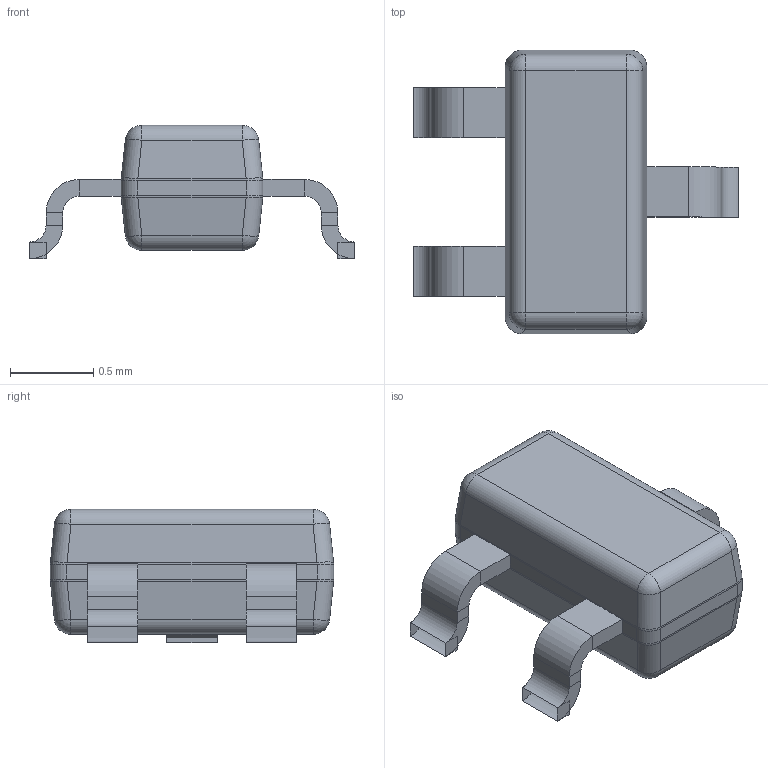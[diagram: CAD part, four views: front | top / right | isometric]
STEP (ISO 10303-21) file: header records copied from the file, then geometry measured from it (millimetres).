
FILE_DESCRIPTION(('Open CASCADE Model'),'2;1');
FILE_NAME('Open CASCADE Shape Model','2017-06-27T22:23:49',('Author'),( 'Open CASCADE'),'Open CASCADE STEP processor 6.8','Open CASCADE 6.8' ,'Unknown');
FILE_SCHEMA(('AUTOMOTIVE_DESIGN { 1 0 10303 214 1 1 1 1 }'));
Length unit declared in the file: millimetre
Products named in the file (6): PCB; Designator1; 817165360; Body; Open_CASCADE_STEP_translator_6.8_11.1.1; Leader
Assembly tree (6 placements, depth 4):
  PCB
  Designator1
    817165360
      Body
        Open_CASCADE_STEP_translator_6.8_11.1.1
      Leader  x3
Bounding box: 1.95 x 1.7 x 0.8 mm (x, y, z)
Volume: 1.1 mm3; surface area: 8.2 mm2
Topology: 4 solids, 4 shells, 124 faces, 252 edges, 128 vertices
Faces by surface type: plane 68, cylinder 40, sphere 8, bspline 8
Entity records: 4990 total; most frequent: CARTESIAN_POINT 1853, DIRECTION 512, ORIENTED_EDGE 312, PCURVE 312, DEFINITIONAL_REPRESENTATION 312, LINE 286, VECTOR 286, EDGE_CURVE 156
